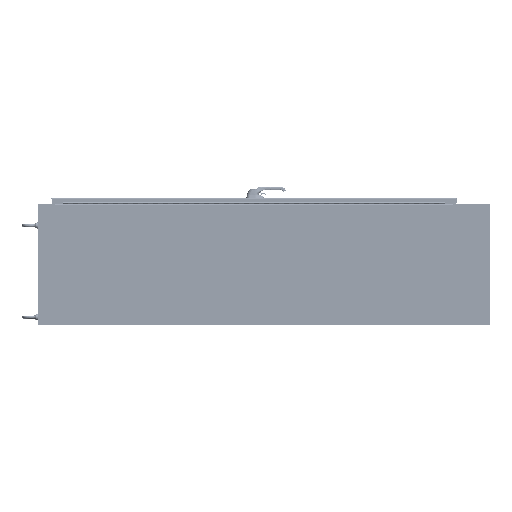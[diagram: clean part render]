
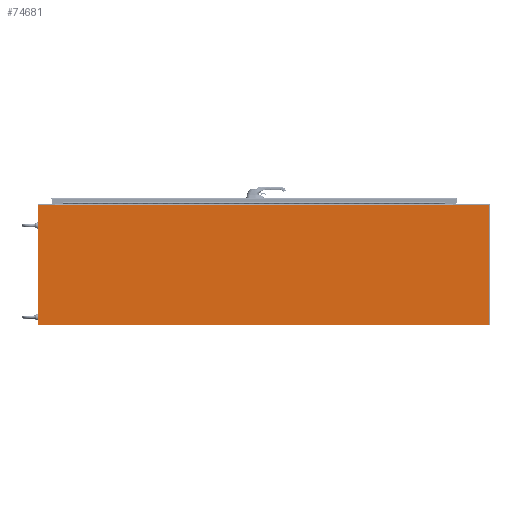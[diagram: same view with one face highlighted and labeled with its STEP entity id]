
A CAD part, left-side view. The second image highlights one B-rep face of the part: STEP entity #74681.
In plain terms, the highlighted face is planar.
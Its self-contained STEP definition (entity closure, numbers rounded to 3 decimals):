
#5940=LINE('',#124378,#11766);
#5949=LINE('',#124408,#11775);
#5963=LINE('',#124441,#11789);
#5966=LINE('',#124449,#11792);
#5969=LINE('',#124453,#11795);
#5971=LINE('',#124458,#11797);
#5974=LINE('',#124464,#11800);
#5978=LINE('',#124471,#11804);
#5979=LINE('',#124474,#11805);
#5982=LINE('',#124480,#11808);
#5983=LINE('',#124482,#11809);
#5984=LINE('',#124483,#11810);
#11766=VECTOR('',#93285,0.);
#11775=VECTOR('',#93312,0.);
#11789=VECTOR('',#93352,79.375);
#11792=VECTOR('',#93357,0.094);
#11795=VECTOR('',#93362,0.);
#11797=VECTOR('',#93366,0.);
#11800=VECTOR('',#93371,0.094);
#11804=VECTOR('',#93377,3.25);
#11805=VECTOR('',#93380,7.25);
#11808=VECTOR('',#93385,23.875);
#11809=VECTOR('',#93386,89.875);
#11810=VECTOR('',#93387,23.875);
#16482=PLANE('',#80530);
#19964=FACE_OUTER_BOUND('',#25024,.T.);
#25024=EDGE_LOOP('',(#56407,#56408,#56409,#56410,#56411,#56412,#56413,#56414,
#56415,#56416,#56417,#56418));
#34676=VERTEX_POINT('',#124375);
#34677=VERTEX_POINT('',#124377);
#34688=VERTEX_POINT('',#124405);
#34689=VERTEX_POINT('',#124407);
#34698=VERTEX_POINT('',#124446);
#34699=VERTEX_POINT('',#124448);
#34701=VERTEX_POINT('',#124457);
#34703=VERTEX_POINT('',#124463);
#34705=VERTEX_POINT('',#124469);
#34706=VERTEX_POINT('',#124473);
#34708=VERTEX_POINT('',#124479);
#34709=VERTEX_POINT('',#124481);
#42484=EDGE_CURVE('',#34677,#34676,#5940,.T.);
#42499=EDGE_CURVE('',#34689,#34688,#5949,.T.);
#42516=EDGE_CURVE('',#34688,#34677,#5963,.T.);
#42519=EDGE_CURVE('',#34699,#34698,#5966,.T.);
#42522=EDGE_CURVE('',#34676,#34699,#5969,.T.);
#42524=EDGE_CURVE('',#34701,#34689,#5971,.T.);
#42527=EDGE_CURVE('',#34703,#34701,#5974,.T.);
#42531=EDGE_CURVE('',#34705,#34698,#5978,.T.);
#42532=EDGE_CURVE('',#34703,#34706,#5979,.T.);
#42535=EDGE_CURVE('',#34708,#34705,#5982,.T.);
#42536=EDGE_CURVE('',#34709,#34708,#5983,.T.);
#42537=EDGE_CURVE('',#34706,#34709,#5984,.T.);
#56407=ORIENTED_EDGE('',*,*,#42519,.T.);
#56408=ORIENTED_EDGE('',*,*,#42531,.F.);
#56409=ORIENTED_EDGE('',*,*,#42535,.F.);
#56410=ORIENTED_EDGE('',*,*,#42536,.F.);
#56411=ORIENTED_EDGE('',*,*,#42537,.F.);
#56412=ORIENTED_EDGE('',*,*,#42532,.F.);
#56413=ORIENTED_EDGE('',*,*,#42527,.T.);
#56414=ORIENTED_EDGE('',*,*,#42524,.T.);
#56415=ORIENTED_EDGE('',*,*,#42499,.T.);
#56416=ORIENTED_EDGE('',*,*,#42516,.T.);
#56417=ORIENTED_EDGE('',*,*,#42484,.T.);
#56418=ORIENTED_EDGE('',*,*,#42522,.T.);
#74681=ADVANCED_FACE('',(#19964),#16482,.T.);
#80530=AXIS2_PLACEMENT_3D('',#124478,#93383,#93384);
#93285=DIRECTION('',(-1.,0.,0.));
#93312=DIRECTION('',(1.,0.,0.));
#93352=DIRECTION('',(0.,1.,0.));
#93357=DIRECTION('',(1.,0.,0.));
#93362=DIRECTION('',(0.,1.,0.));
#93366=DIRECTION('',(0.,1.,0.));
#93371=DIRECTION('',(-1.,0.,0.));
#93377=DIRECTION('',(0.,-1.,0.));
#93380=DIRECTION('',(0.,-1.,0.));
#93383=DIRECTION('center_axis',(0.,0.,1.));
#93384=DIRECTION('ref_axis',(1.,0.,0.));
#93385=DIRECTION('',(1.,0.,0.));
#93386=DIRECTION('',(0.,1.,0.));
#93387=DIRECTION('',(-1.,0.,0.));
#124375=CARTESIAN_POINT('',(23.781,86.625,0.125));
#124377=CARTESIAN_POINT('',(23.781,86.625,0.125));
#124378=CARTESIAN_POINT('',(17.859,86.625,0.125));
#124405=CARTESIAN_POINT('',(23.781,7.25,0.125));
#124407=CARTESIAN_POINT('',(23.781,7.25,0.125));
#124408=CARTESIAN_POINT('',(17.906,7.25,0.125));
#124441=CARTESIAN_POINT('',(23.781,26.094,0.125));
#124446=CARTESIAN_POINT('',(23.875,86.625,0.125));
#124448=CARTESIAN_POINT('',(23.781,86.625,0.125));
#124449=CARTESIAN_POINT('',(17.906,86.625,0.125));
#124453=CARTESIAN_POINT('',(23.781,65.781,0.125));
#124457=CARTESIAN_POINT('',(23.781,7.25,0.125));
#124458=CARTESIAN_POINT('',(23.781,26.094,0.125));
#124463=CARTESIAN_POINT('',(23.875,7.25,0.125));
#124464=CARTESIAN_POINT('',(17.859,7.25,0.125));
#124469=CARTESIAN_POINT('',(23.875,89.875,0.125));
#124471=CARTESIAN_POINT('',(23.875,0.,0.125));
#124473=CARTESIAN_POINT('',(23.875,0.,0.125));
#124474=CARTESIAN_POINT('',(23.875,0.,0.125));
#124478=CARTESIAN_POINT('Origin',(11.938,44.938,0.125));
#124479=CARTESIAN_POINT('',(0.,89.875,0.125));
#124480=CARTESIAN_POINT('',(23.875,89.875,0.125));
#124481=CARTESIAN_POINT('',(0.,0.,0.125));
#124482=CARTESIAN_POINT('',(0.,89.875,0.125));
#124483=CARTESIAN_POINT('',(0.,0.,0.125));
